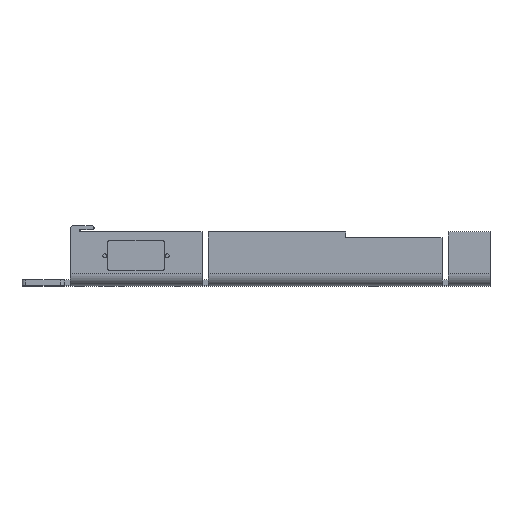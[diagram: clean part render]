
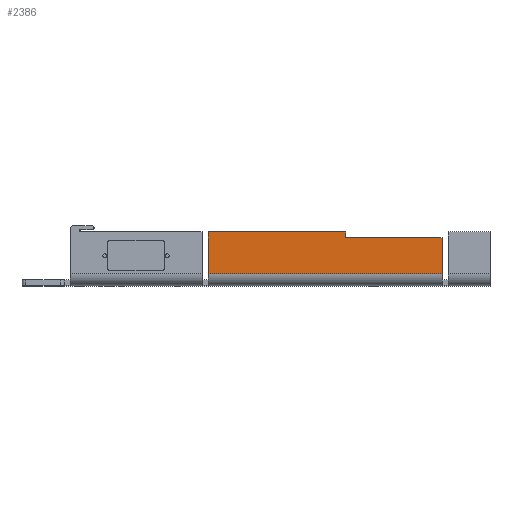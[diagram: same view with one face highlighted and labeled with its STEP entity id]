
A CAD part, top view. The second image highlights one B-rep face of the part: STEP entity #2386.
In plain terms, the highlighted planar face has unit normal (0, 0, 1).
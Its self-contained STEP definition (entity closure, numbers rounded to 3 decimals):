
#52=PLANE('',#2555);
#145=FACE_OUTER_BOUND('',#290,.T.);
#290=EDGE_LOOP('',(#1657,#1658,#1659,#1660,#1661,#1662));
#472=LINE('',#3577,#721);
#473=LINE('',#3579,#722);
#474=LINE('',#3581,#723);
#475=LINE('',#3583,#724);
#476=LINE('',#3585,#725);
#477=LINE('',#3586,#726);
#721=VECTOR('',#2832,1000.);
#722=VECTOR('',#2833,1000.);
#723=VECTOR('',#2834,1000.);
#724=VECTOR('',#2835,1000.);
#725=VECTOR('',#2836,1000.);
#726=VECTOR('',#2837,1000.);
#1083=VERTEX_POINT('',#3575);
#1084=VERTEX_POINT('',#3576);
#1085=VERTEX_POINT('',#3578);
#1086=VERTEX_POINT('',#3580);
#1087=VERTEX_POINT('',#3582);
#1088=VERTEX_POINT('',#3584);
#1303=EDGE_CURVE('',#1083,#1084,#472,.T.);
#1304=EDGE_CURVE('',#1085,#1083,#473,.T.);
#1305=EDGE_CURVE('',#1086,#1085,#474,.T.);
#1306=EDGE_CURVE('',#1086,#1087,#475,.T.);
#1307=EDGE_CURVE('',#1087,#1088,#476,.T.);
#1308=EDGE_CURVE('',#1084,#1088,#477,.T.);
#1657=ORIENTED_EDGE('',*,*,#1303,.F.);
#1658=ORIENTED_EDGE('',*,*,#1304,.F.);
#1659=ORIENTED_EDGE('',*,*,#1305,.F.);
#1660=ORIENTED_EDGE('',*,*,#1306,.T.);
#1661=ORIENTED_EDGE('',*,*,#1307,.T.);
#1662=ORIENTED_EDGE('',*,*,#1308,.F.);
#2386=ADVANCED_FACE('',(#145),#52,.T.);
#2555=AXIS2_PLACEMENT_3D('',#3574,#2830,#2831);
#2830=DIRECTION('center_axis',(0.,0.,1.));
#2831=DIRECTION('ref_axis',(1.,0.,0.));
#2832=DIRECTION('',(1.,0.,0.));
#2833=DIRECTION('',(0.,-1.,0.));
#2834=DIRECTION('',(1.,0.,0.));
#2835=DIRECTION('',(0.,-1.,0.));
#2836=DIRECTION('',(1.,0.,0.));
#2837=DIRECTION('',(0.,-1.,0.));
#3574=CARTESIAN_POINT('Origin',(155.,0.,62.));
#3575=CARTESIAN_POINT('',(269.9,40.,62.));
#3576=CARTESIAN_POINT('',(350.,40.,62.));
#3577=CARTESIAN_POINT('',(350.,40.,62.));
#3578=CARTESIAN_POINT('',(269.9,45.,62.));
#3579=CARTESIAN_POINT('',(269.9,45.,62.));
#3580=CARTESIAN_POINT('',(155.,45.,62.));
#3581=CARTESIAN_POINT('',(155.,45.,62.));
#3582=CARTESIAN_POINT('',(155.,10.,62.));
#3583=CARTESIAN_POINT('',(155.,0.,62.));
#3584=CARTESIAN_POINT('',(350.,10.,62.));
#3585=CARTESIAN_POINT('',(155.,10.,62.));
#3586=CARTESIAN_POINT('',(350.,0.,62.));
